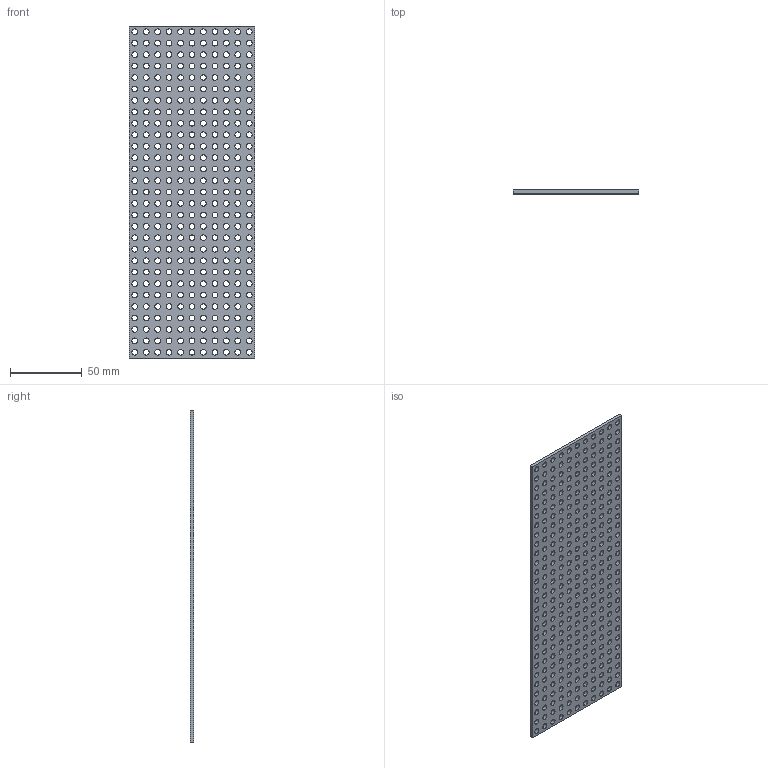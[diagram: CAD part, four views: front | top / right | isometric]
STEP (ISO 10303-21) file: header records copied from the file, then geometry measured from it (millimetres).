
FILE_DESCRIPTION (( 'STEP AP203' ), '1' );
FILE_NAME ('1116-0232-0088.STEP', '2017-04-05T15:16:37', ( '' ), ( '' ), 'SwSTEP 2.0', 'SolidWorks 2016', '' );
FILE_SCHEMA (( 'CONFIG_CONTROL_DESIGN' ));
Length unit declared in the file: millimetre
Products named in the file (1): 1116-0232-0088
Bounding box: 88 x 2.5 x 232 mm (x, y, z)
Volume: 41018.3 mm3; surface area: 44436.3 mm2
Topology: 1 solids, 1 shells, 644 faces, 1926 edges, 1284 vertices
Faces by surface type: cylinder 638, plane 6
Entity records: 23839 total; most frequent: DIRECTION 4492, CARTESIAN_POINT 3855, ORIENTED_EDGE 3852, EDGE_CURVE 1926, AXIS2_PLACEMENT_3D 1921, VERTEX_POINT 1284, EDGE_LOOP 1282, CIRCLE 1276
